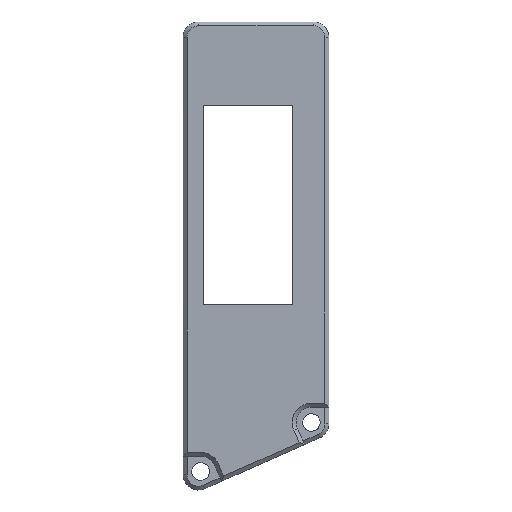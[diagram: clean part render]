
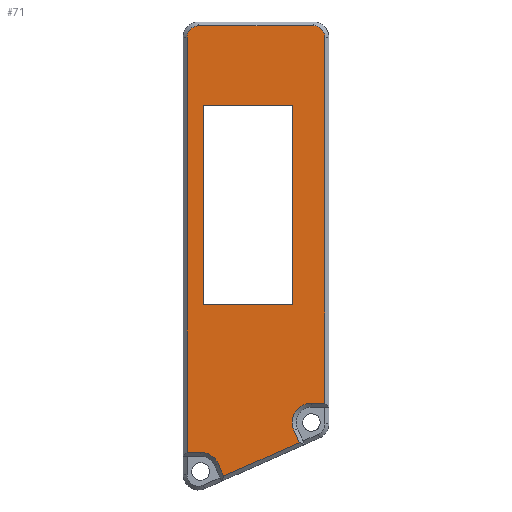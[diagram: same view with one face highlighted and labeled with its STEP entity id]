
A CAD part, top view. The second image highlights one B-rep face of the part: STEP entity #71.
In plain terms, the highlighted planar face has unit normal (0, 0, 1).
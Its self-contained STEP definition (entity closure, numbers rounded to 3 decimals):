
#71=ADVANCED_FACE('',(#135,#78),#872,.T.);
#78=FACE_BOUND('',#199,.T.);
#135=FACE_OUTER_BOUND('',#198,.T.);
#198=EDGE_LOOP('',(#452,#453,#454,#455,#456,#457,#458,#459,#460,#461,#462,
#463));
#199=EDGE_LOOP('',(#464,#465,#466,#467));
#452=ORIENTED_EDGE('',*,*,#528,.F.);
#453=ORIENTED_EDGE('',*,*,#531,.T.);
#454=ORIENTED_EDGE('',*,*,#526,.F.);
#455=ORIENTED_EDGE('',*,*,#542,.F.);
#456=ORIENTED_EDGE('',*,*,#525,.F.);
#457=ORIENTED_EDGE('',*,*,#601,.F.);
#458=ORIENTED_EDGE('',*,*,#534,.F.);
#459=ORIENTED_EDGE('',*,*,#545,.F.);
#460=ORIENTED_EDGE('',*,*,#535,.F.);
#461=ORIENTED_EDGE('',*,*,#537,.F.);
#462=ORIENTED_EDGE('',*,*,#539,.F.);
#463=ORIENTED_EDGE('',*,*,#540,.F.);
#464=ORIENTED_EDGE('',*,*,#579,.F.);
#465=ORIENTED_EDGE('',*,*,#587,.F.);
#466=ORIENTED_EDGE('',*,*,#585,.F.);
#467=ORIENTED_EDGE('',*,*,#582,.F.);
#525=EDGE_CURVE('',#778,#775,#638,.T.);
#526=EDGE_CURVE('',#781,#782,#639,.T.);
#528=EDGE_CURVE('',#785,#786,#641,.T.);
#531=EDGE_CURVE('',#785,#782,#724,.T.);
#534=EDGE_CURVE('',#790,#780,#646,.T.);
#535=EDGE_CURVE('',#792,#793,#725,.T.);
#537=EDGE_CURVE('',#796,#792,#648,.T.);
#539=EDGE_CURVE('',#798,#796,#726,.T.);
#540=EDGE_CURVE('',#786,#798,#650,.T.);
#542=EDGE_CURVE('',#775,#781,#652,.T.);
#545=EDGE_CURVE('',#793,#790,#655,.T.);
#579=EDGE_CURVE('',#803,#800,#681,.T.);
#582=EDGE_CURVE('',#800,#804,#684,.T.);
#585=EDGE_CURVE('',#804,#806,#687,.T.);
#587=EDGE_CURVE('',#806,#803,#689,.T.);
#601=EDGE_CURVE('',#780,#778,#735,.T.);
#638=B_SPLINE_CURVE_WITH_KNOTS('',1,(#1349,#1350),.UNSPECIFIED.,.F.,.F.,
(2,2),(0.,1.769),.UNSPECIFIED.);
#639=B_SPLINE_CURVE_WITH_KNOTS('',1,(#1351,#1352),.UNSPECIFIED.,.F.,.F.,
(2,2),(0.,1.769),.UNSPECIFIED.);
#641=B_SPLINE_CURVE_WITH_KNOTS('',1,(#1355,#1356),.UNSPECIFIED.,.F.,.F.,
(2,2),(0.,1.769),.UNSPECIFIED.);
#646=B_SPLINE_CURVE_WITH_KNOTS('',1,(#1388,#1389),.UNSPECIFIED.,.F.,.F.,
(2,2),(0.,1.769),.UNSPECIFIED.);
#648=B_SPLINE_CURVE_WITH_KNOTS('',1,(#1395,#1396),.UNSPECIFIED.,.F.,.F.,
(2,2),(0.,14.97),.UNSPECIFIED.);
#650=B_SPLINE_CURVE_WITH_KNOTS('',1,(#1402,#1403),.UNSPECIFIED.,.F.,.F.,
(2,2),(0.,54.041),.UNSPECIFIED.);
#652=B_SPLINE_CURVE_WITH_KNOTS('',1,(#1406,#1407),.UNSPECIFIED.,.F.,.F.,
(2,2),(0.,10.783),.UNSPECIFIED.);
#655=B_SPLINE_CURVE_WITH_KNOTS('',1,(#1422,#1423),.UNSPECIFIED.,.F.,.F.,
(2,2),(0.,47.652),.UNSPECIFIED.);
#681=B_SPLINE_CURVE_WITH_KNOTS('',1,(#1501,#1502),.UNSPECIFIED.,.F.,.F.,
(2,2),(0.,11.6),.UNSPECIFIED.);
#684=B_SPLINE_CURVE_WITH_KNOTS('',1,(#1507,#1508),.UNSPECIFIED.,.F.,.F.,
(2,2),(0.,25.95),.UNSPECIFIED.);
#687=B_SPLINE_CURVE_WITH_KNOTS('',1,(#1513,#1514),.UNSPECIFIED.,.F.,.F.,
(2,2),(0.,11.6),.UNSPECIFIED.);
#689=B_SPLINE_CURVE_WITH_KNOTS('',1,(#1517,#1518),.UNSPECIFIED.,.F.,.F.,
(2,2),(0.,25.95),.UNSPECIFIED.);
#724=(
BOUNDED_CURVE()
B_SPLINE_CURVE(2,(#1371,#1372,#1373),.UNSPECIFIED.,.F.,.F.)
B_SPLINE_CURVE_WITH_KNOTS((3,3),(-2.885,0.),
 .UNSPECIFIED.)
CURVE()
GEOMETRIC_REPRESENTATION_ITEM()
RATIONAL_B_SPLINE_CURVE((1.,0.838,1.))
REPRESENTATION_ITEM('')
);
#725=(
BOUNDED_CURVE()
B_SPLINE_CURVE(2,(#1390,#1391,#1392),.UNSPECIFIED.,.F.,.F.)
B_SPLINE_CURVE_WITH_KNOTS((3,3),(0.,2.356),.UNSPECIFIED.)
CURVE()
GEOMETRIC_REPRESENTATION_ITEM()
RATIONAL_B_SPLINE_CURVE((1.,0.707,1.))
REPRESENTATION_ITEM('')
);
#726=(
BOUNDED_CURVE()
B_SPLINE_CURVE(2,(#1399,#1400,#1401),.UNSPECIFIED.,.F.,.F.)
B_SPLINE_CURVE_WITH_KNOTS((3,3),(0.,2.356),.UNSPECIFIED.)
CURVE()
GEOMETRIC_REPRESENTATION_ITEM()
RATIONAL_B_SPLINE_CURVE((1.,0.707,1.))
REPRESENTATION_ITEM('')
);
#735=(
BOUNDED_CURVE()
B_SPLINE_CURVE(2,(#1545,#1546,#1547,#1548,#1549),.UNSPECIFIED.,.F.,.F.)
B_SPLINE_CURVE_WITH_KNOTS((3,2,3),(-5.423,-2.711,
0.),.UNSPECIFIED.)
CURVE()
GEOMETRIC_REPRESENTATION_ITEM()
RATIONAL_B_SPLINE_CURVE((1.,0.879,1.,0.879,1.))
REPRESENTATION_ITEM('')
);
#775=VERTEX_POINT('',#1135);
#778=VERTEX_POINT('',#1138);
#780=VERTEX_POINT('',#1140);
#781=VERTEX_POINT('',#1141);
#782=VERTEX_POINT('',#1142);
#785=VERTEX_POINT('',#1145);
#786=VERTEX_POINT('',#1146);
#790=VERTEX_POINT('',#1150);
#792=VERTEX_POINT('',#1152);
#793=VERTEX_POINT('',#1153);
#796=VERTEX_POINT('',#1156);
#798=VERTEX_POINT('',#1158);
#800=VERTEX_POINT('',#1160);
#803=VERTEX_POINT('',#1163);
#804=VERTEX_POINT('',#1164);
#806=VERTEX_POINT('',#1166);
#872=PLANE('',#943);
#943=AXIS2_PLACEMENT_3D('',#1095,#997,$);
#997=DIRECTION('',(0.,0.,1.));
#1095=CARTESIAN_POINT('',(65.98,-24.55,12.63));
#1135=CARTESIAN_POINT('',(82.42,-14.308,12.63));
#1138=CARTESIAN_POINT('',(81.704,-12.69,12.63));
#1140=CARTESIAN_POINT('',(83.99,-9.178,12.63));
#1141=CARTESIAN_POINT('',(72.56,-18.673,12.63));
#1142=CARTESIAN_POINT('',(71.844,-17.055,12.63));
#1145=CARTESIAN_POINT('',(69.558,-15.567,12.63));
#1146=CARTESIAN_POINT('',(67.789,-15.567,12.63));
#1150=CARTESIAN_POINT('',(85.759,-9.178,12.63));
#1152=CARTESIAN_POINT('',(84.259,39.974,12.63));
#1153=CARTESIAN_POINT('',(85.759,38.474,12.63));
#1156=CARTESIAN_POINT('',(69.289,39.974,12.63));
#1158=CARTESIAN_POINT('',(67.789,38.474,12.63));
#1160=CARTESIAN_POINT('',(81.558,3.658,12.63));
#1163=CARTESIAN_POINT('',(69.958,3.658,12.63));
#1164=CARTESIAN_POINT('',(81.558,29.608,12.63));
#1166=CARTESIAN_POINT('',(69.958,29.608,12.63));
#1349=CARTESIAN_POINT('',(81.704,-12.69,12.63));
#1350=CARTESIAN_POINT('',(82.42,-14.308,12.63));
#1351=CARTESIAN_POINT('',(72.56,-18.673,12.63));
#1352=CARTESIAN_POINT('',(71.844,-17.055,12.63));
#1355=CARTESIAN_POINT('',(69.558,-15.567,12.63));
#1356=CARTESIAN_POINT('',(67.789,-15.567,12.63));
#1371=CARTESIAN_POINT('',(69.558,-15.567,12.63));
#1372=CARTESIAN_POINT('',(71.185,-15.567,12.63));
#1373=CARTESIAN_POINT('',(71.844,-17.055,12.63));
#1388=CARTESIAN_POINT('',(85.759,-9.178,12.63));
#1389=CARTESIAN_POINT('',(83.99,-9.178,12.63));
#1390=CARTESIAN_POINT('',(84.259,39.974,12.63));
#1391=CARTESIAN_POINT('',(85.759,39.974,12.63));
#1392=CARTESIAN_POINT('',(85.759,38.474,12.63));
#1395=CARTESIAN_POINT('',(69.289,39.974,12.63));
#1396=CARTESIAN_POINT('',(84.259,39.974,12.63));
#1399=CARTESIAN_POINT('',(67.789,38.474,12.63));
#1400=CARTESIAN_POINT('',(67.789,39.974,12.63));
#1401=CARTESIAN_POINT('',(69.289,39.974,12.63));
#1402=CARTESIAN_POINT('',(67.789,-15.567,12.63));
#1403=CARTESIAN_POINT('',(67.789,38.474,12.63));
#1406=CARTESIAN_POINT('',(82.42,-14.308,12.63));
#1407=CARTESIAN_POINT('',(72.56,-18.673,12.63));
#1422=CARTESIAN_POINT('',(85.759,38.474,12.63));
#1423=CARTESIAN_POINT('',(85.759,-9.178,12.63));
#1501=CARTESIAN_POINT('',(69.958,3.658,12.63));
#1502=CARTESIAN_POINT('',(81.558,3.658,12.63));
#1507=CARTESIAN_POINT('',(81.558,3.658,12.63));
#1508=CARTESIAN_POINT('',(81.558,29.608,12.63));
#1513=CARTESIAN_POINT('',(81.558,29.608,12.63));
#1514=CARTESIAN_POINT('',(69.958,29.608,12.63));
#1517=CARTESIAN_POINT('',(69.958,29.608,12.63));
#1518=CARTESIAN_POINT('',(69.958,3.658,12.63));
#1545=CARTESIAN_POINT('',(83.99,-9.178,12.63));
#1546=CARTESIAN_POINT('',(82.634,-9.178,12.63));
#1547=CARTESIAN_POINT('',(81.895,-10.314,12.63));
#1548=CARTESIAN_POINT('',(81.155,-11.45,12.63));
#1549=CARTESIAN_POINT('',(81.704,-12.69,12.63));
